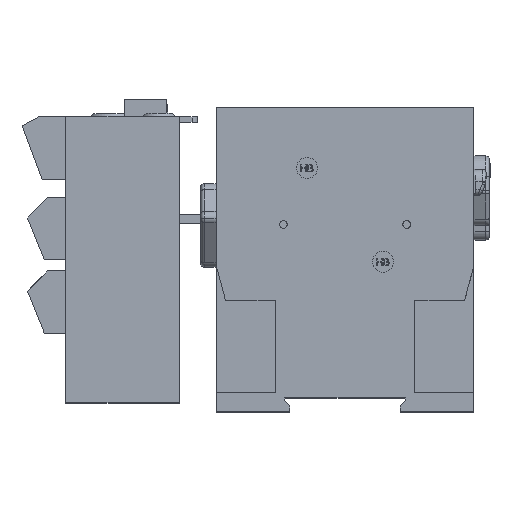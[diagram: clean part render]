
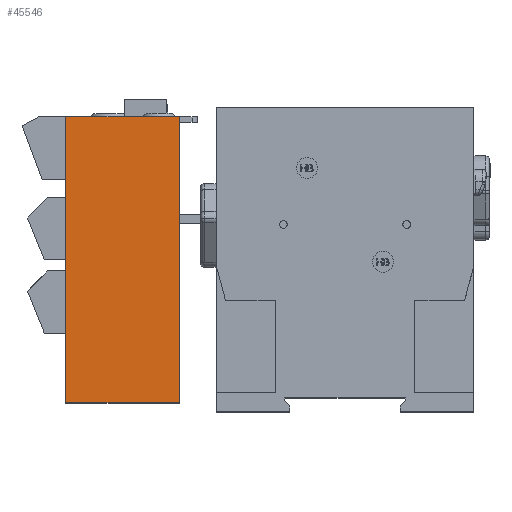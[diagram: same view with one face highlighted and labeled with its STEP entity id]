
A CAD part, top view. The second image highlights one B-rep face of the part: STEP entity #45546.
In plain terms, the highlighted face is planar.
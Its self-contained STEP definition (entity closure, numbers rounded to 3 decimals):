
#1730 = LINE ( 'NONE', #7969, #57791 ) ;
#2739 = EDGE_CURVE ( 'NONE', #11918, #39400, #42109, .T. ) ;
#4792 = PLANE ( 'NONE',  #7246 ) ;
#5001 = VECTOR ( 'NONE', #64249, 1000. ) ;
#5794 = CARTESIAN_POINT ( 'NONE',  ( 0., 82., 0. ) ) ;
#7246 = AXIS2_PLACEMENT_3D ( 'NONE', #37380, #59117, #26696 ) ;
#7969 = CARTESIAN_POINT ( 'NONE',  ( 0., 0., 0. ) ) ;
#10574 = EDGE_CURVE ( 'NONE', #45437, #48288, #48307, .T. ) ;
#11918 = VERTEX_POINT ( 'NONE', #23736 ) ;
#13455 = DIRECTION ( 'NONE',  ( 0., 0., 1. ) ) ;
#15634 = CARTESIAN_POINT ( 'NONE',  ( 0., 82., 0. ) ) ;
#18184 = CARTESIAN_POINT ( 'NONE',  ( 0., 0., -32.5 ) ) ;
#21343 = ORIENTED_EDGE ( 'NONE', *, *, #2739, .T. ) ;
#22011 = EDGE_CURVE ( 'NONE', #11918, #45437, #45651, .T. ) ;
#23736 = CARTESIAN_POINT ( 'NONE',  ( 0., 82., -32.5 ) ) ;
#25055 = CARTESIAN_POINT ( 'NONE',  ( 0., 82., 0. ) ) ;
#26696 = DIRECTION ( 'NONE',  ( 0., 0., -1. ) ) ;
#28892 = FACE_OUTER_BOUND ( 'NONE', #61026, .T. ) ;
#30641 = CARTESIAN_POINT ( 'NONE',  ( 0., 0., 0. ) ) ;
#31315 = ORIENTED_EDGE ( 'NONE', *, *, #59938, .T. ) ;
#37380 = CARTESIAN_POINT ( 'NONE',  ( 0., 82., 0. ) ) ;
#39400 = VERTEX_POINT ( 'NONE', #18184 ) ;
#42109 = LINE ( 'NONE', #64923, #69232 ) ;
#43959 = VECTOR ( 'NONE', #49202, 1000. ) ;
#45437 = VERTEX_POINT ( 'NONE', #25055 ) ;
#45546 = ADVANCED_FACE ( 'NONE', ( #28892 ), #4792, .F. ) ;
#45651 = LINE ( 'NONE', #5794, #43959 ) ;
#48288 = VERTEX_POINT ( 'NONE', #30641 ) ;
#48307 = LINE ( 'NONE', #15634, #5001 ) ;
#49202 = DIRECTION ( 'NONE',  ( 0., 0., 1. ) ) ;
#54014 = DIRECTION ( 'NONE',  ( 0., -1., 0. ) ) ;
#57791 = VECTOR ( 'NONE', #13455, 1000. ) ;
#59117 = DIRECTION ( 'NONE',  ( 1., 0., 0. ) ) ;
#59938 = EDGE_CURVE ( 'NONE', #39400, #48288, #1730, .T. ) ;
#61026 = EDGE_LOOP ( 'NONE', ( #31315, #62745, #65569, #21343 ) ) ;
#62745 = ORIENTED_EDGE ( 'NONE', *, *, #10574, .F. ) ;
#64249 = DIRECTION ( 'NONE',  ( 0., -1., 0. ) ) ;
#64923 = CARTESIAN_POINT ( 'NONE',  ( 0., 82., -32.5 ) ) ;
#65569 = ORIENTED_EDGE ( 'NONE', *, *, #22011, .F. ) ;
#69232 = VECTOR ( 'NONE', #54014, 1000. ) ;
